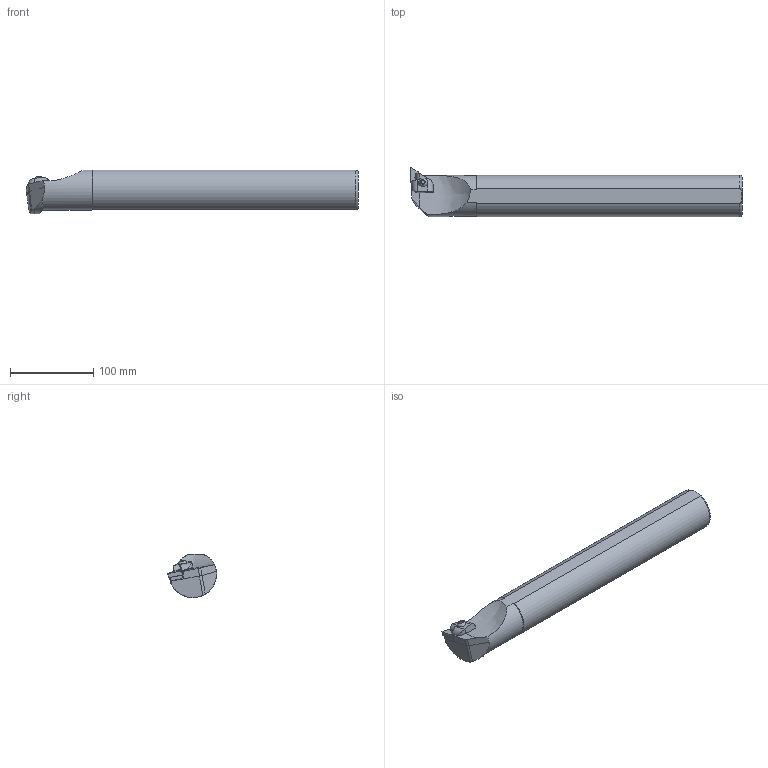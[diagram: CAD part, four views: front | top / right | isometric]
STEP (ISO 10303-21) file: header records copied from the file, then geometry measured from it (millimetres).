
FILE_DESCRIPTION(/* description */ (''),/* implementation_level */ '2;1');
FILE_NAME(/* name */ 'S50V-CKUNL-16.stp',/* time_stamp */ '2023-10-12T16:06:25+03:00',/* author */ (''),/* organization */ (''),/* preprocessor_version */ 'ST-DEVELOPER v19.4',/* originating_system */ 'SIEMENS PLM Software NX2306.3001',/* authorisation */ '');
FILE_SCHEMA (('AUTOMOTIVE_DESIGN { 1 0 10303 214 3 1 1 1 }'));
Length unit declared in the file: millimetre
Products named in the file (1): S50V-CKUNL-16
Bounding box: 399.96 x 59.6 x 52.09 mm (x, y, z)
Volume: 733068.4 mm3; surface area: 66735.6 mm2
Topology: 2 solids, 2 shells, 93 faces, 256 edges, 163 vertices
Faces by surface type: plane 55, cylinder 25, bspline 6, cone 6, torus 1
Full cylindrical faces by diameter (mm): 0.001 x1, 3.9 x1, 6.7 x1
Entity records: 3578 total; most frequent: CARTESIAN_POINT 1247, ORIENTED_EDGE 482, DIRECTION 425, EDGE_CURVE 241, VERTEX_POINT 157, AXIS2_PLACEMENT_3D 146, LINE 133, VECTOR 133
